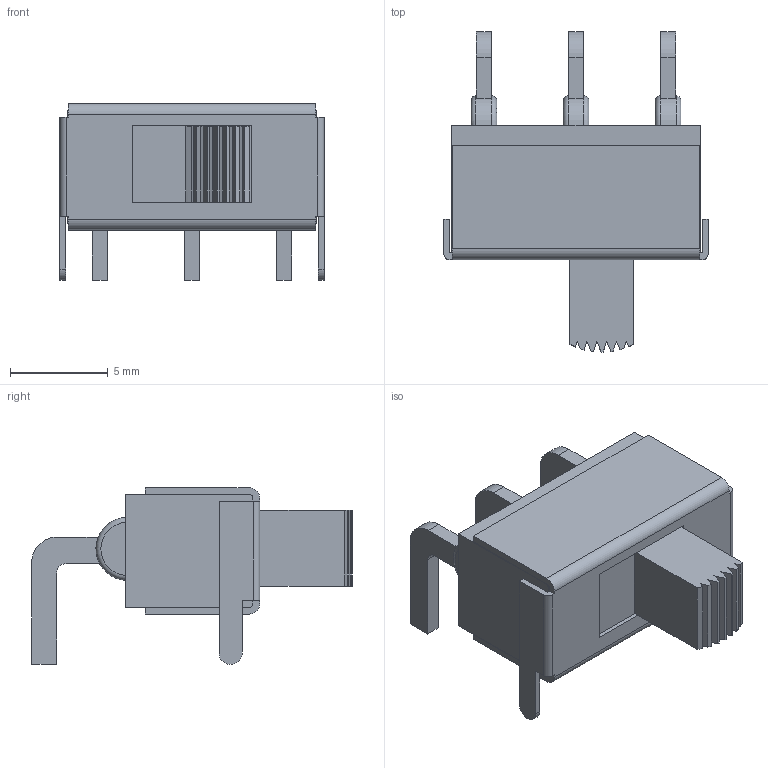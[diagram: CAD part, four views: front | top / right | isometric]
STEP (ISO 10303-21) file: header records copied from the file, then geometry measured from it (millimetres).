
FILE_DESCRIPTION(/* description */ ('Unknown'),/* implementation_level */ '2;1');
FILE_NAME(/* name */ '5MS1S102AM6QES',/* time_stamp */ '2023-12-18T08:37:22+02:00',/* author */ ('Unknown'),/* organization */ ('Unknown'),/* preprocessor_version */ 'ST-DEVELOPER v18.102',/* originating_system */ 'Solid Edge',/* authorisation */ 'Unknown');
FILE_SCHEMA (('AUTOMOTIVE_DESIGN {1 0 10303 214 3 1 1}'));
Length unit declared in the file: millimetre
Products named in the file (1): 5MS1S102AM6QES
Bounding box: 13.51 x 16.37 x 9.01 mm (x, y, z)
Volume: 651.1 mm3; surface area: 692.7 mm2
Topology: 1 solids, 1 shells, 116 faces, 314 edges, 208 vertices
Faces by surface type: plane 83, cylinder 27, torus 6
Entity records: 4483 total; most frequent: CARTESIAN_POINT 693, ORIENTED_EDGE 628, DIRECTION 590, EDGE_CURVE 314, LINE 236, VECTOR 236, VERTEX_POINT 208, AXIS2_PLACEMENT_3D 177
